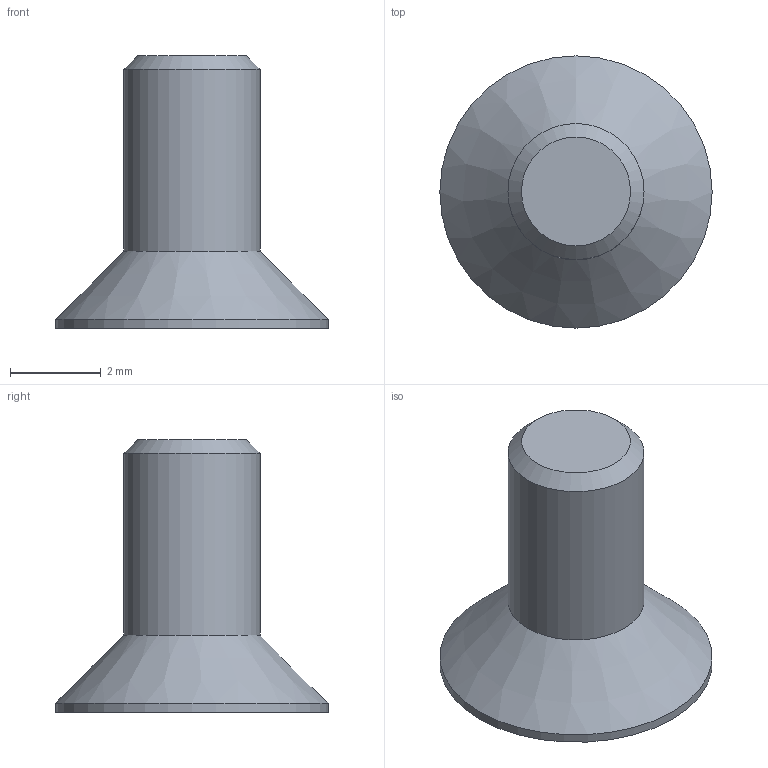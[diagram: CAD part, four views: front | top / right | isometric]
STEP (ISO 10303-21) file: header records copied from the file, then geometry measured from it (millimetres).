
FILE_DESCRIPTION(/* description */ (''),/* implementation_level */ '2;1');
FILE_NAME(/* name */ 'M3x6 FHCS_v1.step',/* time_stamp */ '2023-05-23T22:36:52-06:00',/* author */ (''),/* organization */ (''),/* preprocessor_version */ 'ST-DEVELOPER v19.2',/* originating_system */ 'Autodesk Translation Framework v12.4.0.73',/* authorisation */ '');
FILE_SCHEMA (('AUTOMOTIVE_DESIGN { 1 0 10303 214 3 1 1 }'));
Length unit declared in the file: millimetre
Products named in the file (1): M3x6 FHCS
Bounding box: 6 x 6 x 6 mm (x, y, z)
Volume: 56.2 mm3; surface area: 115.7 mm2
Topology: 1 solids, 1 shells, 19 faces, 35 edges, 19 vertices
Faces by surface type: plane 9, cone 8, cylinder 2
Full cylindrical faces by diameter (mm): 3 x1, 6 x1
Entity records: 492 total; most frequent: CARTESIAN_POINT 86, DIRECTION 82, ORIENTED_EDGE 70, EDGE_CURVE 35, AXIS2_PLACEMENT_3D 33, EDGE_LOOP 20, FACE_OUTER_BOUND 19, VERTEX_POINT 19
